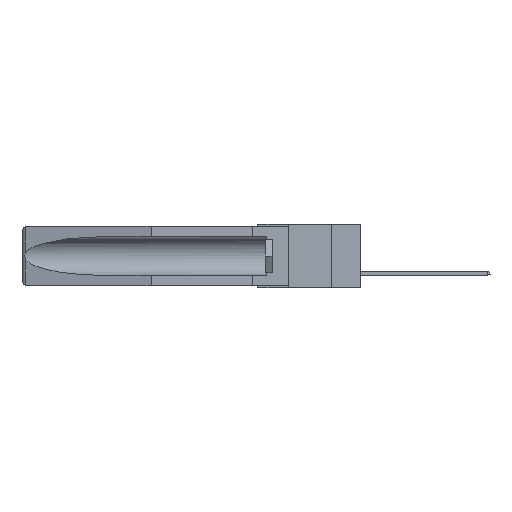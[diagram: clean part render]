
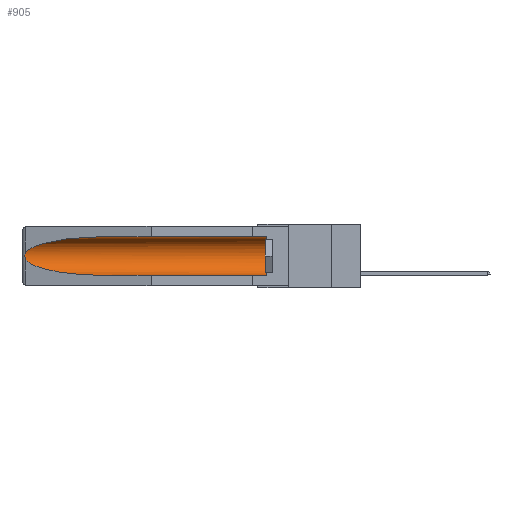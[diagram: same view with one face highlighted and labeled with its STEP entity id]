
A CAD part, left-side view. The second image highlights one B-rep face of the part: STEP entity #905.
In plain terms, the highlighted cylindrical face has radius 2.857 mm (diameter 5.715 mm), a partial arc.
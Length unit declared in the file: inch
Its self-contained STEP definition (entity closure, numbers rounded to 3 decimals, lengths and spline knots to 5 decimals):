
#416 =( BOUNDED_CURVE ( )  B_SPLINE_CURVE ( 3, ( #16078, #11582, #27437, #11684 ),
 .UNSPECIFIED., .F., .F. ) 
 B_SPLINE_CURVE_WITH_KNOTS ( ( 4, 4 ),
 ( 4.71239, 6.08839 ),
 .UNSPECIFIED. ) 
 CURVE ( )  GEOMETRIC_REPRESENTATION_ITEM ( )  RATIONAL_B_SPLINE_CURVE ( ( 1., 0.848, 0.848, 1. ) ) 
 REPRESENTATION_ITEM ( '' )  );
#905 = ADVANCED_FACE ( 'NONE', ( #3017 ), #16828, .F. ) ;
#1352 = CARTESIAN_POINT ( 'NONE',  ( 0.2675, 1.53308, -0.16763 ) ) ;
#1522 = VECTOR ( 'NONE', #17468, 39.37008 ) ;
#2436 = CARTESIAN_POINT ( 'NONE',  ( 0.26537, 1.52718, -0.14972 ) ) ;
#2608 = VERTEX_POINT ( 'NONE', #12435 ) ;
#3017 = FACE_OUTER_BOUND ( 'NONE', #4327, .T. ) ;
#3449 = CARTESIAN_POINT ( 'NONE',  ( 0.2673, 1.53269, -0.17917 ) ) ;
#3545 = CARTESIAN_POINT ( 'NONE',  ( 0.26537, 1.52718, -0.14972 ) ) ;
#4327 = EDGE_LOOP ( 'NONE', ( #7374, #14748, #13063, #27614, #24180, #17828 ) ) ;
#4569 = EDGE_CURVE ( 'NONE', #18917, #2608, #27284, .T. ) ;
#5099 = CARTESIAN_POINT ( 'NONE',  ( 0.155, 0.126, -0.059 ) ) ;
#5239 = DIRECTION ( 'NONE',  ( 0., 0., 1. ) ) ;
#5305 =( BOUNDED_CURVE ( )  B_SPLINE_CURVE ( 3, ( #9151, #25219, #16112, #22849 ),
 .UNSPECIFIED., .F., .F. ) 
 B_SPLINE_CURVE_WITH_KNOTS ( ( 4, 4 ),
 ( 0.1948, 1.5708 ),
 .UNSPECIFIED. ) 
 CURVE ( )  GEOMETRIC_REPRESENTATION_ITEM ( )  RATIONAL_B_SPLINE_CURVE ( ( 1., 0.848, 0.848, 1. ) ) 
 REPRESENTATION_ITEM ( '' )  );
#6767 = DIRECTION ( 'NONE',  ( 0., 1., 0. ) ) ;
#7374 = ORIENTED_EDGE ( 'NONE', *, *, #12198, .T. ) ;
#7995 = CARTESIAN_POINT ( 'NONE',  ( 0.26597, 1.52961, -0.15275 ) ) ;
#8094 = CARTESIAN_POINT ( 'NONE',  ( 0.2675, 1.53308, -0.17534 ) ) ;
#9151 = CARTESIAN_POINT ( 'NONE',  ( 0.26537, 1.52718, -0.19328 ) ) ;
#9544 = CARTESIAN_POINT ( 'NONE',  ( 0.155, 1.07973, -0.284 ) ) ;
#10558 = CARTESIAN_POINT ( 'NONE',  ( 0.155, 1.07973, -0.059 ) ) ;
#11206 = VERTEX_POINT ( 'NONE', #5099 ) ;
#11582 = CARTESIAN_POINT ( 'NONE',  ( 0.21114, 1.30732, -0.059 ) ) ;
#11684 = CARTESIAN_POINT ( 'NONE',  ( 0.26537, 1.52718, -0.14972 ) ) ;
#12198 = EDGE_CURVE ( 'NONE', #26210, #18917, #416, .T. ) ;
#12435 = CARTESIAN_POINT ( 'NONE',  ( 0.26537, 1.52718, -0.19328 ) ) ;
#12510 = AXIS2_PLACEMENT_3D ( 'NONE', #25557, #19050, #5239 ) ;
#13063 = ORIENTED_EDGE ( 'NONE', *, *, #17372, .T. ) ;
#13701 = EDGE_CURVE ( 'NONE', #11206, #26210, #19988, .T. ) ;
#14441 = AXIS2_PLACEMENT_3D ( 'NONE', #28809, #28898, #15265 ) ;
#14748 = ORIENTED_EDGE ( 'NONE', *, *, #4569, .T. ) ;
#15024 = LINE ( 'NONE', #27377, #20015 ) ;
#15265 = DIRECTION ( 'NONE',  ( 0., 0., 1. ) ) ;
#15288 = CARTESIAN_POINT ( 'NONE',  ( 0.155, -0.30754, -0.059 ) ) ;
#15574 = EDGE_CURVE ( 'NONE', #17120, #22809, #15024, .T. ) ;
#16078 = CARTESIAN_POINT ( 'NONE',  ( 0.155, 1.07973, -0.059 ) ) ;
#16112 = CARTESIAN_POINT ( 'NONE',  ( 0.21114, 1.30732, -0.284 ) ) ;
#16378 = EDGE_CURVE ( 'NONE', #17120, #11206, #23402, .T. ) ;
#16828 = CYLINDRICAL_SURFACE ( 'NONE', #12510, 0.1125 ) ;
#17022 = CARTESIAN_POINT ( 'NONE',  ( 0.26655, 1.53094, -0.18657 ) ) ;
#17120 = VERTEX_POINT ( 'NONE', #19822 ) ;
#17121 = CARTESIAN_POINT ( 'NONE',  ( 0.26654, 1.53092, -0.15636 ) ) ;
#17372 = EDGE_CURVE ( 'NONE', #2608, #22809, #5305, .T. ) ;
#17468 = DIRECTION ( 'NONE',  ( 0., 1., 0. ) ) ;
#17828 = ORIENTED_EDGE ( 'NONE', *, *, #13701, .T. ) ;
#18917 = VERTEX_POINT ( 'NONE', #2436 ) ;
#19050 = DIRECTION ( 'NONE',  ( 0., 1., 0. ) ) ;
#19822 = CARTESIAN_POINT ( 'NONE',  ( 0.155, 0.126, -0.284 ) ) ;
#19988 = LINE ( 'NONE', #15288, #1522 ) ;
#20015 = VECTOR ( 'NONE', #6767, 39.37008 ) ;
#21792 = CARTESIAN_POINT ( 'NONE',  ( 0.2673, 1.5327, -0.16383 ) ) ;
#22809 = VERTEX_POINT ( 'NONE', #9544 ) ;
#22849 = CARTESIAN_POINT ( 'NONE',  ( 0.155, 1.07973, -0.284 ) ) ;
#23402 = CIRCLE ( 'NONE', #14441, 0.1125 ) ;
#24180 = ORIENTED_EDGE ( 'NONE', *, *, #16378, .T. ) ;
#25219 = CARTESIAN_POINT ( 'NONE',  ( 0.25451, 1.48313, -0.24835 ) ) ;
#25557 = CARTESIAN_POINT ( 'NONE',  ( 0.155, -0.30754, -0.1715 ) ) ;
#26210 = VERTEX_POINT ( 'NONE', #10558 ) ;
#26239 = CARTESIAN_POINT ( 'NONE',  ( 0.26537, 1.52718, -0.19328 ) ) ;
#27284 = B_SPLINE_CURVE_WITH_KNOTS ( 'NONE', 3,
 ( #3545, #7995, #17121, #21792, #1352, #8094, #3449, #17022, #28600, #26239 ),
 .UNSPECIFIED., .F., .F.,
 ( 4, 2, 2, 2, 4 ),
 ( 0., 0.00029, 0.00058, 0.00087, 0.00117 ),
 .UNSPECIFIED. ) ;
#27377 = CARTESIAN_POINT ( 'NONE',  ( 0.155, -0.30754, -0.284 ) ) ;
#27437 = CARTESIAN_POINT ( 'NONE',  ( 0.25451, 1.48313, -0.09465 ) ) ;
#27614 = ORIENTED_EDGE ( 'NONE', *, *, #15574, .F. ) ;
#28600 = CARTESIAN_POINT ( 'NONE',  ( 0.26597, 1.5296, -0.19026 ) ) ;
#28809 = CARTESIAN_POINT ( 'NONE',  ( 0.155, 0.126, -0.1715 ) ) ;
#28898 = DIRECTION ( 'NONE',  ( 0., -1., 0. ) ) ;
